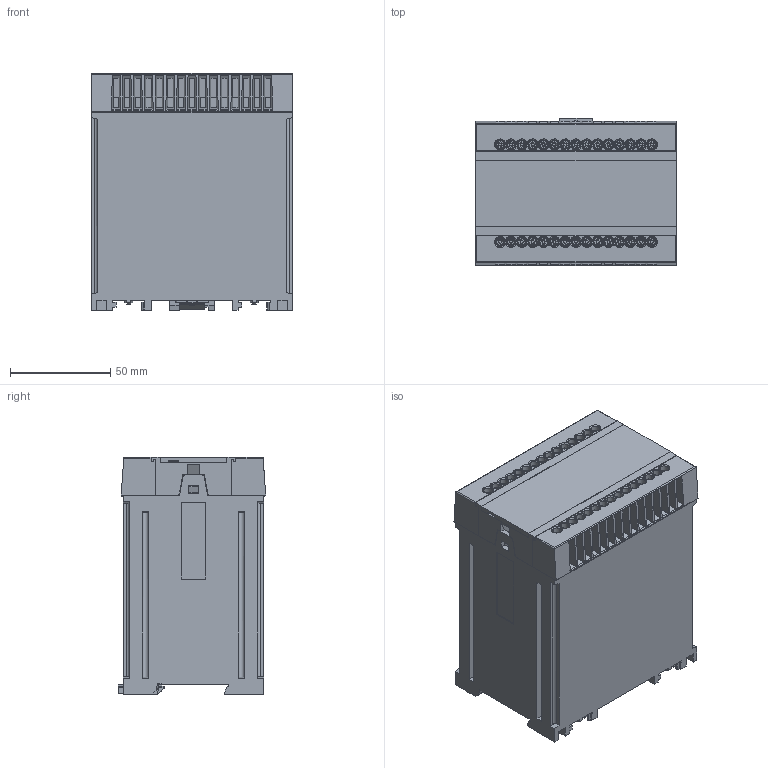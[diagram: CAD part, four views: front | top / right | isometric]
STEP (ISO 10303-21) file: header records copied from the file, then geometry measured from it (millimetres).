
FILE_DESCRIPTION (( 'STEP AP203' ), '1' );
FILE_NAME ('GA.STEP', '2019-04-17T06:30:54', ( '' ), ( '' ), 'SwSTEP 2.0', 'SolidWorks 2013', '' );
FILE_SCHEMA (( 'CONFIG_CONTROL_DESIGN' ));
Length unit declared in the file: millimetre
Products named in the file (7): 13_KO4717_Klemmleiste_loet_abgewinkelt; 6-1_KO4717_Rahmen; ET4720-59-2_27_Platte_100; 1_KO4718_Haube; ET4720-1-2_Schieber; 1_1_KO4718_Haube_schieber; GA
Assembly tree (7 placements, depth 3):
  GA
    1_1_KO4718_Haube_schieber
      1_KO4718_Haube
      ET4720-1-2_Schieber
    6-1_KO4717_Rahmen
    ET4720-59-2_27_Platte_100
    13_KO4717_Klemmleiste_loet_abgewinkelt  x2
Bounding box: 100 x 73.45 x 118.2 mm (x, y, z)
Volume: 179417.2 mm3; surface area: 147539.5 mm2
Topology: 6 solids, 6 shells, 4671 faces, 13254 edges, 8602 vertices
Faces by surface type: plane 2974, cylinder 1383, bspline 246, cone 68
Entity records: 95186 total; most frequent: CARTESIAN_POINT 24316, ORIENTED_EDGE 15998, DIRECTION 12718, EDGE_CURVE 7999, VECTOR 5606, LINE 5606, VERTEX_POINT 5207, AXIS2_PLACEMENT_3D 3556
